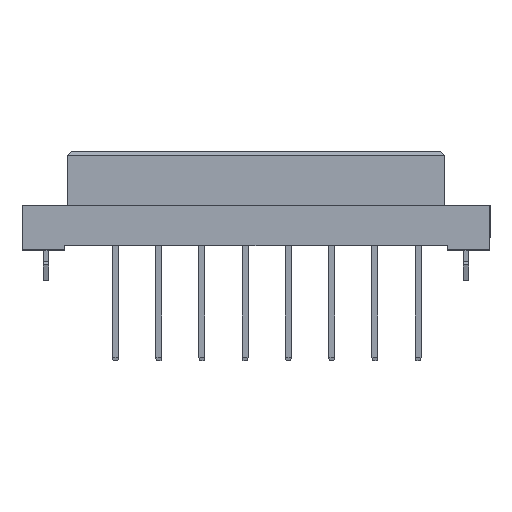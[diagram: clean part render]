
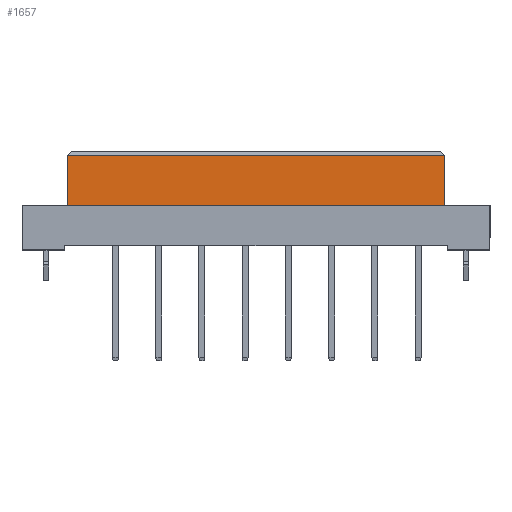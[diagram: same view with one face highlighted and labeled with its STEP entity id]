
A CAD part, top view. The second image highlights one B-rep face of the part: STEP entity #1657.
In plain terms, the highlighted planar face has unit normal (0, 0, 1).
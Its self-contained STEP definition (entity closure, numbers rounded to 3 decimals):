
#89 = VERTEX_POINT ( 'NONE', #19668 ) ;
#442 = ORIENTED_EDGE ( 'NONE', *, *, #16886, .T. ) ;
#461 = EDGE_CURVE ( 'NONE', #4681, #12673, #20504, .T. ) ;
#1212 = DIRECTION ( 'NONE',  ( 0., 0., 1. ) ) ;
#1609 = DIRECTION ( 'NONE',  ( 1., 0., 0. ) ) ;
#1657 = ADVANCED_FACE ( 'NONE', ( #20016 ), #5471, .T. ) ;
#2236 = CARTESIAN_POINT ( 'NONE',  ( 22.2, -0.5, 4.25 ) ) ;
#3829 = DIRECTION ( 'NONE',  ( -1., 0., 0. ) ) ;
#4573 = LINE ( 'NONE', #14543, #17568 ) ;
#4679 = DIRECTION ( 'NONE',  ( 0., 1., 0. ) ) ;
#4681 = VERTEX_POINT ( 'NONE', #17927 ) ;
#4689 = EDGE_CURVE ( 'NONE', #4715, #4681, #4573, .T. ) ;
#4715 = VERTEX_POINT ( 'NONE', #17731 ) ;
#4839 = ORIENTED_EDGE ( 'NONE', *, *, #461, .T. ) ;
#5014 = DIRECTION ( 'NONE',  ( 0., 1., 0. ) ) ;
#5469 = VECTOR ( 'NONE', #5014, 1000. ) ;
#5471 = PLANE ( 'NONE',  #15079 ) ;
#7101 = LINE ( 'NONE', #18368, #16959 ) ;
#8400 = LINE ( 'NONE', #11610, #5469 ) ;
#9058 = EDGE_LOOP ( 'NONE', ( #4839, #442, #14381, #9862 ) ) ;
#9862 = ORIENTED_EDGE ( 'NONE', *, *, #4689, .T. ) ;
#9869 = VECTOR ( 'NONE', #4679, 1000. ) ;
#11610 = CARTESIAN_POINT ( 'NONE',  ( -22.2, -6.4, 4.25 ) ) ;
#12673 = VERTEX_POINT ( 'NONE', #2236 ) ;
#13948 = CARTESIAN_POINT ( 'NONE',  ( 22.2, -6.4, 4.25 ) ) ;
#14381 = ORIENTED_EDGE ( 'NONE', *, *, #18314, .F. ) ;
#14543 = CARTESIAN_POINT ( 'NONE',  ( 22.2, -6.4, 4.25 ) ) ;
#15079 = AXIS2_PLACEMENT_3D ( 'NONE', #20722, #1212, #17056 ) ;
#16886 = EDGE_CURVE ( 'NONE', #12673, #89, #7101, .T. ) ;
#16959 = VECTOR ( 'NONE', #3829, 1000. ) ;
#17056 = DIRECTION ( 'NONE',  ( 1., 0., 0. ) ) ;
#17568 = VECTOR ( 'NONE', #1609, 1000. ) ;
#17731 = CARTESIAN_POINT ( 'NONE',  ( -22.2, -6.4, 4.25 ) ) ;
#17927 = CARTESIAN_POINT ( 'NONE',  ( 22.2, -6.4, 4.25 ) ) ;
#18314 = EDGE_CURVE ( 'NONE', #4715, #89, #8400, .T. ) ;
#18368 = CARTESIAN_POINT ( 'NONE',  ( -22.2, -0.5, 4.25 ) ) ;
#19668 = CARTESIAN_POINT ( 'NONE',  ( -22.2, -0.5, 4.25 ) ) ;
#20016 = FACE_OUTER_BOUND ( 'NONE', #9058, .T. ) ;
#20504 = LINE ( 'NONE', #13948, #9869 ) ;
#20722 = CARTESIAN_POINT ( 'NONE',  ( 22.2, -6.4, 4.25 ) ) ;
